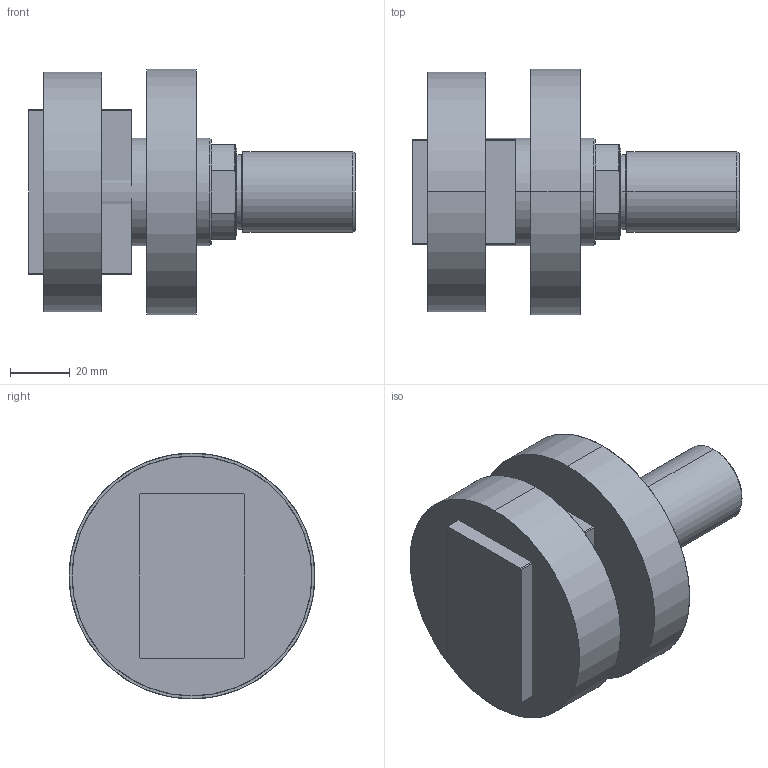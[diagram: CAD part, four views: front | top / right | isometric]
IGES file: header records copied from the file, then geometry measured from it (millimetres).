
Start section: SolidWorks IGES file using analytic representation for surfaces
Global section: file name: e18a.IGS; native system: SolidWorks 2019; preprocessor: SolidWorks 2019; author: admin; date: 211101.231330; units: millimetre
Bounding box: 109 x 82 x 82 mm (x, y, z)
Surface area: 57087.3 mm2 (no closed solid volume)
Topology: 0 solids, 0 shells, 160 faces, 2452 edges, 2450 vertices
Faces by surface type: bspline 116, revolution 44
